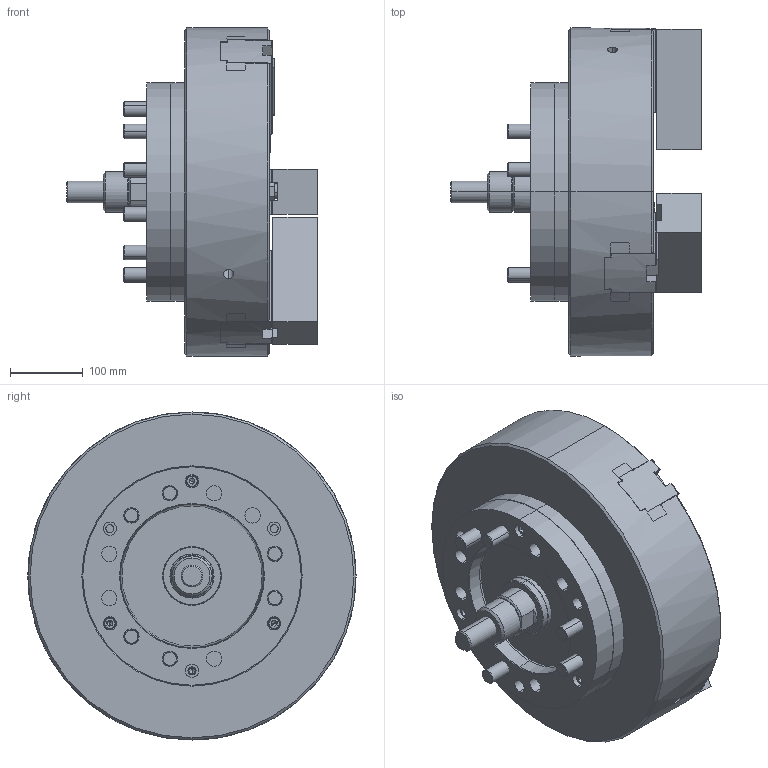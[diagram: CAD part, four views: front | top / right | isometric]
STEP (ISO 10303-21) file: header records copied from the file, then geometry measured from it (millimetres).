
FILE_DESCRIPTION (( 'STEP AP203' ), '1' );
FILE_NAME ('CF-3V-18A11.STEP', '2018-07-26T01:14:01', ( '' ), ( '' ), 'SwSTEP 2.0', 'SolidWorks 2016', '' );
FILE_SCHEMA (( 'CONFIG_CONTROL_DESIGN' ));
Length unit declared in the file: millimetre
Products named in the file (18): 3H-215T形塊(25.5); 3V-15A11法蘭板; 3V-15主爪; M20x175; M6x10半圓頭; 3P-15連接管螺帽; CF-3V-18中仁; CF-3V-18A11; M10x60; 3P-15連接管螺栓; M5x12; CF-3V-18防塵蓋; SJ-15P; 3P-15連接管; 3V-15防塵壓板; M20x55; 3V-18本體; 3V-15外中孔塞
Assembly tree (38 placements, depth 2):
  CF-3V-18A11
    3V-18本體
    3V-15主爪  x3
    CF-3V-18中仁
    3P-15連接管螺栓
    3P-15連接管
    3P-15連接管螺帽
    M20x175  x6
    3H-215T形塊(25.5)  x3
    M20x55  x4
    SJ-15P  x2
    3V-15A11法蘭板
    M10x60  x3
    CF-3V-18防塵蓋
    M6x10半圓頭  x6
    3V-15外中孔塞
    3V-15防塵壓板
    M5x12  x2
Bounding box: 343.75 x 450 x 450 mm (x, y, z)
Volume: 22142909.1 mm3; surface area: 1595046.9 mm2
Topology: 38 solids, 38 shells, 5185 faces, 14889 edges, 9791 vertices
Faces by surface type: plane 3253, cylinder 1671, cone 239, torus 22
Entity records: 76352 total; most frequent: CARTESIAN_POINT 15933, ORIENTED_EDGE 12934, DIRECTION 11232, EDGE_CURVE 6467, VECTOR 4584, LINE 4584, VERTEX_POINT 4267, AXIS2_PLACEMENT_3D 3324
